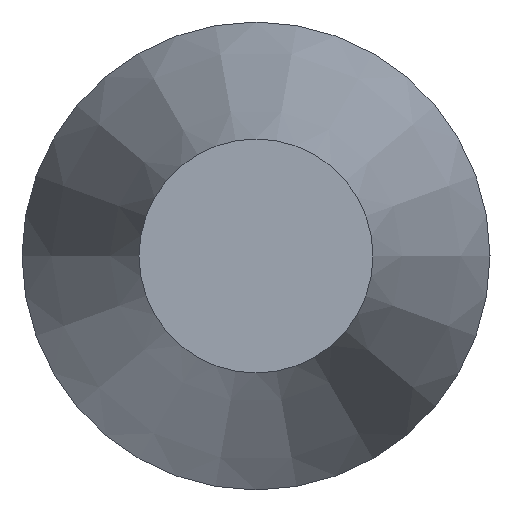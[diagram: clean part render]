
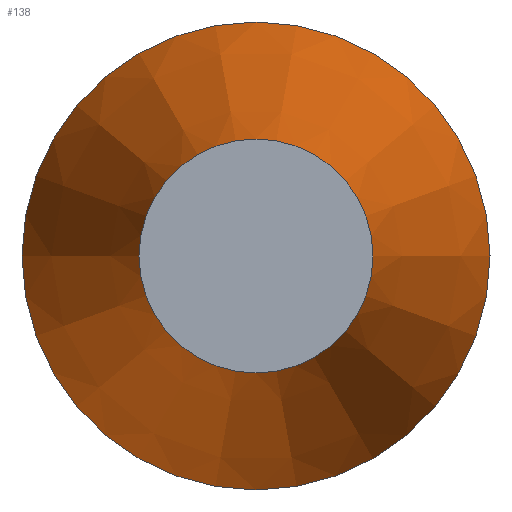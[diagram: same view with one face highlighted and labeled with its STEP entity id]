
A CAD part, front view. The second image highlights one B-rep face of the part: STEP entity #138.
In plain terms, the highlighted conical face has half-angle 15 degrees and reference radius 1.5 mm.
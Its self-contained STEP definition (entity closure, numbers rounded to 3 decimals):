
#104=CARTESIAN_POINT('',(-3.,16.598,0.0));
#105=VERTEX_POINT('',#104);
#106=CARTESIAN_POINT('',(0.,16.598,0.0));
#107=DIRECTION('',(0.,1.0,0.0));
#108=DIRECTION('',(-1.0,0.,0.0));
#109=AXIS2_PLACEMENT_3D('',#106,#107,#108);
#110=CIRCLE('',#109,3.);
#111=EDGE_CURVE('',#105,#105,#110,.T.);
#119=CARTESIAN_POINT('',(0.,11.0,0.0));
#120=DIRECTION('',(0.,1.0,0.0));
#121=DIRECTION('',(-1.0,0.,0.0));
#122=AXIS2_PLACEMENT_3D('',#119,#120,#121);
#123=CONICAL_SURFACE('',#122,1.5,15.);
#124=ORIENTED_EDGE('',*,*,#111,.F.);
#125=EDGE_LOOP('',(#124));
#126=FACE_OUTER_BOUND('',#125,.T.);
#127=CARTESIAN_POINT('',(-1.5,11.0,0.0));
#128=VERTEX_POINT('',#127);
#129=CARTESIAN_POINT('',(0.,11.0,0.0));
#130=DIRECTION('',(0.,1.0,0.0));
#131=DIRECTION('',(-1.0,0.,0.0));
#132=AXIS2_PLACEMENT_3D('',#129,#130,#131);
#133=CIRCLE('',#132,1.5);
#134=EDGE_CURVE('',#128,#128,#133,.T.);
#135=ORIENTED_EDGE('',*,*,#134,.T.);
#136=EDGE_LOOP('',(#135));
#137=FACE_BOUND('',#136,.T.);
#138=ADVANCED_FACE('',(#126,#137),#123,.T.);
